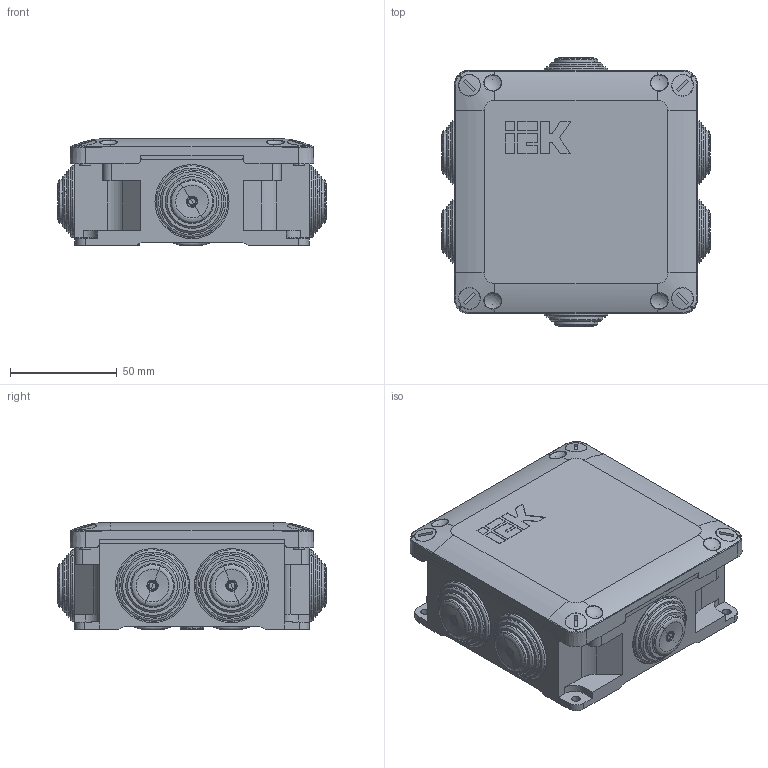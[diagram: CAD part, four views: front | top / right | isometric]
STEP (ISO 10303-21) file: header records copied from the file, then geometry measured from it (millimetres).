
FILE_DESCRIPTION (( 'STEP AP203' ), '1' );
FILE_NAME ('UKO10-110-110-050-K41-65 Êîðîáêà ðàñï. ÊÌ äëÿ îï 110õ110õ50ìì IP65 6 ââ. (7035) IEK.STEP', '2022-08-04T06:09:32', ( '' ), ( '' ), 'SwSTEP 2.0', 'SolidWorks 2022', '' );
FILE_SCHEMA (( 'CONFIG_CONTROL_DESIGN' ));
Products named in the file (1): UKO10-110-110-050-K41-65 Коробка расп. КМ для оп 110х110х50мм IP65 6 вв. (7035) IEK
Bounding box: 126.07 x 126.07 x 50 mm (x, y, z)
Volume: 116980.8 mm3; surface area: 119243.6 mm2
Topology: 13 solids, 13 shells, 2543 faces, 6204 edges, 3800 vertices
Faces by surface type: plane 833, cylinder 473, cone 467, bspline 415, torus 259, sphere 96
Entity records: 96081 total; most frequent: CARTESIAN_POINT 40042, ORIENTED_EDGE 12336, DIRECTION 11047, EDGE_CURVE 6168, AXIS2_PLACEMENT_3D 4353, VERTEX_POINT 3784, EDGE_LOOP 2706, ADVANCED_FACE 2543
